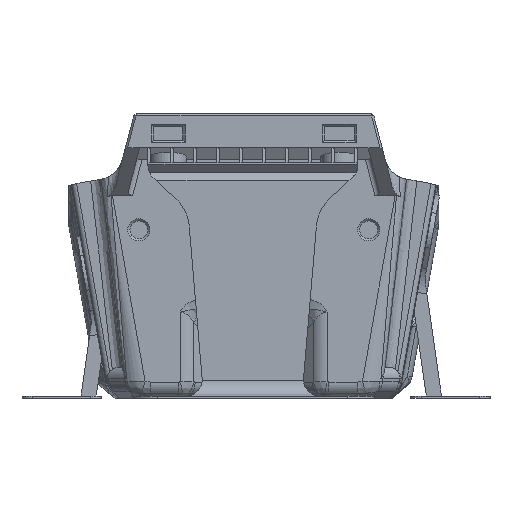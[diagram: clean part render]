
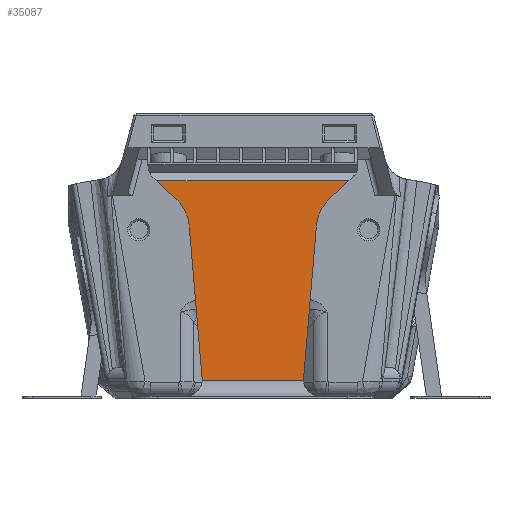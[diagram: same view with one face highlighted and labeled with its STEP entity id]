
A CAD part, front view. The second image highlights one B-rep face of the part: STEP entity #35087.
In plain terms, the highlighted planar face has unit normal (0, -1, 0).
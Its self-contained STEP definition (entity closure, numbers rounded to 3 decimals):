
#2019=CIRCLE('',#38154,3.);
#2020=CIRCLE('',#38155,3.);
#2021=CIRCLE('',#38156,8.);
#2022=CIRCLE('',#38157,8.);
#12334=ORIENTED_EDGE('',*,*,#17983,.T.);
#12335=ORIENTED_EDGE('',*,*,#17984,.T.);
#12336=ORIENTED_EDGE('',*,*,#17985,.T.);
#12337=ORIENTED_EDGE('',*,*,#17981,.F.);
#12338=ORIENTED_EDGE('',*,*,#17986,.T.);
#12339=ORIENTED_EDGE('',*,*,#17987,.T.);
#12340=ORIENTED_EDGE('',*,*,#17988,.F.);
#12341=ORIENTED_EDGE('',*,*,#17989,.F.);
#12342=ORIENTED_EDGE('',*,*,#17990,.T.);
#12343=ORIENTED_EDGE('',*,*,#17991,.T.);
#17981=EDGE_CURVE('',#21488,#21489,#24529,.T.);
#17983=EDGE_CURVE('',#21490,#21491,#2019,.T.);
#17984=EDGE_CURVE('',#21491,#21492,#24531,.F.);
#17985=EDGE_CURVE('',#21492,#21489,#2020,.T.);
#17986=EDGE_CURVE('',#21488,#21493,#2021,.T.);
#17987=EDGE_CURVE('',#21493,#21494,#24532,.T.);
#17988=EDGE_CURVE('',#21495,#21494,#24533,.T.);
#17989=EDGE_CURVE('',#21496,#21495,#24534,.T.);
#17990=EDGE_CURVE('',#21496,#21497,#2022,.T.);
#17991=EDGE_CURVE('',#21497,#21490,#24535,.T.);
#21488=VERTEX_POINT('',#65796);
#21489=VERTEX_POINT('',#65798);
#21490=VERTEX_POINT('',#65802);
#21491=VERTEX_POINT('',#65803);
#21492=VERTEX_POINT('',#65805);
#21493=VERTEX_POINT('',#65808);
#21494=VERTEX_POINT('',#65810);
#21495=VERTEX_POINT('',#65812);
#21496=VERTEX_POINT('',#65814);
#21497=VERTEX_POINT('',#65816);
#24529=LINE('',#65797,#27639);
#24531=LINE('',#65804,#27641);
#24532=LINE('',#65809,#27642);
#24533=LINE('',#65811,#27643);
#24534=LINE('',#65813,#27644);
#24535=LINE('',#65817,#27645);
#27639=VECTOR('',#46575,1000.);
#27641=VECTOR('',#46581,1000.);
#27642=VECTOR('',#46586,1000.);
#27643=VECTOR('',#46587,1000.);
#27644=VECTOR('',#46588,1000.);
#27645=VECTOR('',#46591,1000.);
#29932=EDGE_LOOP('',(#12334,#12335,#12336,#12337,#12338,#12339,#12340,#12341,
#12342,#12343));
#32024=FACE_BOUND('',#29932,.T.);
#33179=PLANE('',#38153);
#35087=ADVANCED_FACE('',(#32024),#33179,.F.);
#38153=AXIS2_PLACEMENT_3D('',#65800,#46577,#46578);
#38154=AXIS2_PLACEMENT_3D('',#65801,#46579,#46580);
#38155=AXIS2_PLACEMENT_3D('',#65806,#46582,#46583);
#38156=AXIS2_PLACEMENT_3D('',#65807,#46584,#46585);
#38157=AXIS2_PLACEMENT_3D('',#65815,#46589,#46590);
#46575=DIRECTION('',(-0.084,0.,-0.996));
#46577=DIRECTION('',(0.,1.,0.));
#46578=DIRECTION('',(0.,0.,1.));
#46579=DIRECTION('',(0.,1.,0.));
#46580=DIRECTION('',(0.,0.,1.));
#46581=DIRECTION('',(-1.,0.,0.));
#46582=DIRECTION('',(0.,1.,0.));
#46583=DIRECTION('',(0.,0.,1.));
#46584=DIRECTION('',(0.,1.,0.));
#46585=DIRECTION('',(0.,0.,1.));
#46586=DIRECTION('',(0.731,0.,0.682));
#46587=DIRECTION('',(1.,0.,0.));
#46588=DIRECTION('',(-0.731,0.,0.682));
#46589=DIRECTION('',(0.,1.,0.));
#46590=DIRECTION('',(0.,0.,1.));
#46591=DIRECTION('',(0.084,0.,-0.996));
#65796=CARTESIAN_POINT('',(11.856,-32.314,32.579));
#65797=CARTESIAN_POINT('',(36.482,-32.314,324.724));
#65798=CARTESIAN_POINT('',(9.418,-32.314,3.652));
#65800=CARTESIAN_POINT('',(0.,-32.314,327.8));
#65801=CARTESIAN_POINT('',(-12.767,-32.314,3.4));
#65802=CARTESIAN_POINT('',(-9.777,-32.314,3.652));
#65803=CARTESIAN_POINT('',(-9.767,-32.314,3.4));
#65804=CARTESIAN_POINT('',(9.143,-32.314,3.4));
#65805=CARTESIAN_POINT('',(9.407,-32.314,3.4));
#65806=CARTESIAN_POINT('',(12.407,-32.314,3.4));
#65807=CARTESIAN_POINT('',(19.828,-32.314,31.907));
#65808=CARTESIAN_POINT('',(14.372,-32.314,37.757));
#65809=CARTESIAN_POINT('',(16.736,-32.314,39.963));
#65810=CARTESIAN_POINT('',(17.982,-32.314,41.124));
#65811=CARTESIAN_POINT('',(-65.369,-32.314,41.124));
#65812=CARTESIAN_POINT('',(-18.341,-32.314,41.124));
#65813=CARTESIAN_POINT('',(-17.096,-32.314,39.963));
#65814=CARTESIAN_POINT('',(-14.731,-32.314,37.757));
#65815=CARTESIAN_POINT('',(-20.187,-32.314,31.907));
#65816=CARTESIAN_POINT('',(-12.216,-32.314,32.579));
#65817=CARTESIAN_POINT('',(-36.839,-32.314,324.694));
